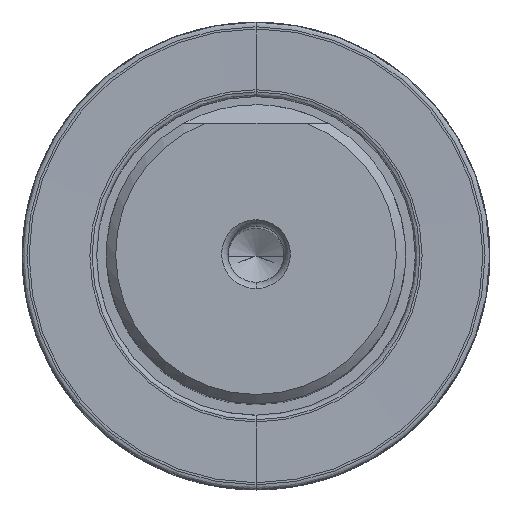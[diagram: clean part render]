
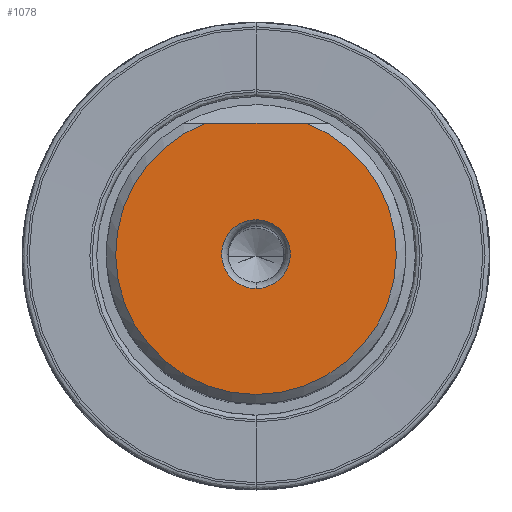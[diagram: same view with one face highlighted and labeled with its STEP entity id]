
A CAD part, top view. The second image highlights one B-rep face of the part: STEP entity #1078.
In plain terms, the highlighted face is planar.
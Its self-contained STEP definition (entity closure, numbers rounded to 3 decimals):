
#434=DIRECTION('',(-1.,0.,0.));
#435=VECTOR('',#434,10.77);
#436=CARTESIAN_POINT('',(5.385,14.,0.));
#437=LINE('',#436,#435);
#441=CARTESIAN_POINT('',(0.,0.,0.));
#442=DIRECTION('',(0.,0.,-1.));
#443=DIRECTION('',(0.,-1.,0.));
#444=AXIS2_PLACEMENT_3D('',#441,#442,#443);
#449=CARTESIAN_POINT('',(0.,0.,0.));
#450=DIRECTION('',(0.,0.,-1.));
#451=DIRECTION('',(0.,1.,0.));
#452=AXIS2_PLACEMENT_3D('',#449,#450,#451);
#457=CARTESIAN_POINT('',(0.,0.,0.));
#458=DIRECTION('',(0.,0.,-1.));
#459=DIRECTION('',(0.359,0.933,0.));
#460=AXIS2_PLACEMENT_3D('',#457,#458,#459);
#717=CARTESIAN_POINT('',(0.,-3.677,0.));
#718=VERTEX_POINT('',#717);
#719=CARTESIAN_POINT('',(0.,3.677,0.));
#720=VERTEX_POINT('',#719);
#743=CARTESIAN_POINT('',(5.385,14.,0.));
#744=CARTESIAN_POINT('',(-5.385,14.,0.));
#745=VERTEX_POINT('',#743);
#746=VERTEX_POINT('',#744);
#1062=CARTESIAN_POINT('',(0.,0.,0.));
#1063=DIRECTION('',(0.,0.,-1.));
#1064=DIRECTION('',(0.,-1.,0.));
#1065=AXIS2_PLACEMENT_3D('',#1062,#1063,#1064);
#1066=PLANE('',#1065);
#1067=ORIENTED_EDGE('',*,*,#1050,.T.);
#1069=ORIENTED_EDGE('',*,*,#1068,.F.);
#1070=EDGE_LOOP('',(#1067,#1069));
#1071=FACE_OUTER_BOUND('',#1070,.F.);
#1073=ORIENTED_EDGE('',*,*,#1072,.T.);
#1075=ORIENTED_EDGE('',*,*,#1074,.T.);
#1076=EDGE_LOOP('',(#1073,#1075));
#1077=FACE_BOUND('',#1076,.F.);
#1078=ADVANCED_FACE('',(#1071,#1077),#1066,.T.);
#445=CIRCLE('',#444,3.677);
#453=CIRCLE('',#452,3.677);
#461=CIRCLE('',#460,15.);
#1050=EDGE_CURVE('',#745,#746,#437,.T.);
#1068=EDGE_CURVE('',#745,#746,#461,.T.);
#1072=EDGE_CURVE('',#718,#720,#445,.T.);
#1074=EDGE_CURVE('',#720,#718,#453,.T.);
